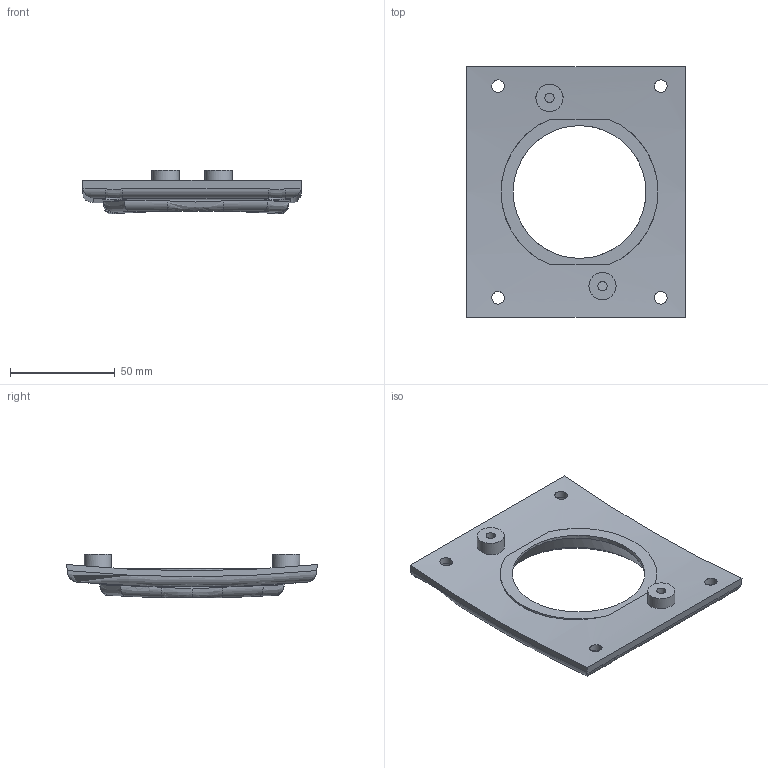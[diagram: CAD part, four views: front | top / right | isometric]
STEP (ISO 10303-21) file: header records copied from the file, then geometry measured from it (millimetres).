
FILE_DESCRIPTION(('STEP AP242'), '1');
FILE_NAME('VentFrame', '', ('UNSPECIFIED'), ('UNSPECIFIED'), 'C3D Converter', 'C3D Toolkit', '');
FILE_SCHEMA(('AP242_MANAGED_MODEL_BASED_3D_ENGINEERING_MIM_LF { 1 0 10303 442 1 1 4 }'));
Length unit declared in the file: millimetre
Bounding box: 104.5 x 120 x 21 mm (x, y, z)
Volume: 82800.5 mm3; surface area: 25769.7 mm2
Topology: 1 solids, 1 shells, 73 faces, 180 edges, 114 vertices
Faces by surface type: cylinder 37, plane 15, bspline 15, torus 6
Full cylindrical faces by diameter (mm): 4.5 x2, 6 x4, 12 x4, 13 x2, 63.5 x1
Entity records: 7462 total; most frequent: CARTESIAN_POINT 5349, ORIENTED_EDGE 330, DIRECTION 237, EDGE_CURVE 165, VERTEX_POINT 113, EDGE_LOOP 102, AXIS2_PLACEMENT_3D 99, FACE_BOUND 79
